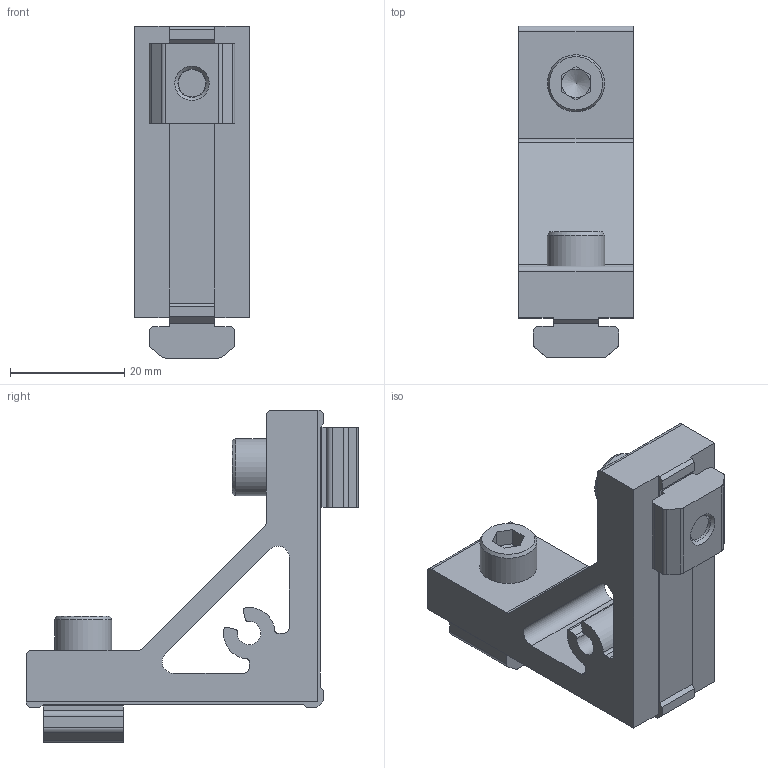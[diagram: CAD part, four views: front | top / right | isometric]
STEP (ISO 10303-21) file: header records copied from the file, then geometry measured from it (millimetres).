
FILE_DESCRIPTION( ( 'STEP AP214' ), ' ' );
FILE_NAME( 'HBKTST6-SET.stp', '2017-11-21T01:05:35', ( '' ), ( '' ), ' ', 'PARTsolutions', ' ' );
FILE_SCHEMA( ( 'AUTOMOTIVE_DESIGN { 1 0 10303 214 1 1 1 1 }' ) );
Length unit declared in the file: millimetre
Products named in the file (4): HBKTST6-SET; _HBKTST6-SET_b; _CBM6-15; _HNTT6-6
Assembly tree (5 placements, depth 2):
  HBKTST6-SET
    _HBKTST6-SET_b
    _CBM6-15  x2
    _HNTT6-6  x2
Bounding box: 20 x 58 x 58 mm (x, y, z)
Volume: 20364.2 mm3; surface area: 10675 mm2
Topology: 5 solids, 5 shells, 136 faces, 350 edges, 226 vertices
Faces by surface type: plane 87, cylinder 37, cone 10, torus 2
Full cylindrical faces by diameter (mm): 4.917 x2, 6 x2, 7 x2, 10 x2
Entity records: 3698 total; most frequent: DIRECTION 504, CARTESIAN_POINT 499, ORIENTED_EDGE 474, EDGE_CURVE 237, LINE 170, VECTOR 170, AXIS2_PLACEMENT_3D 167, VERTEX_POINT 162
